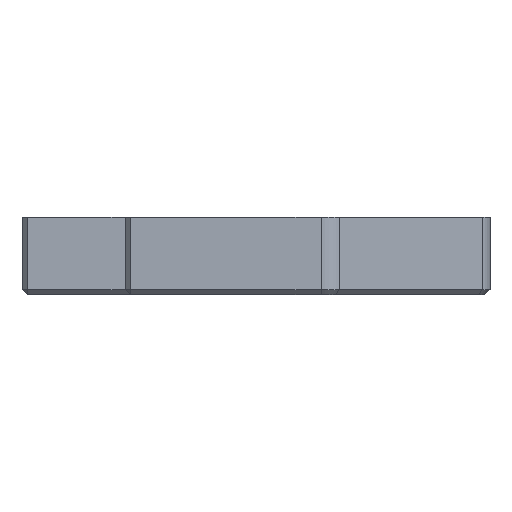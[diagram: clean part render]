
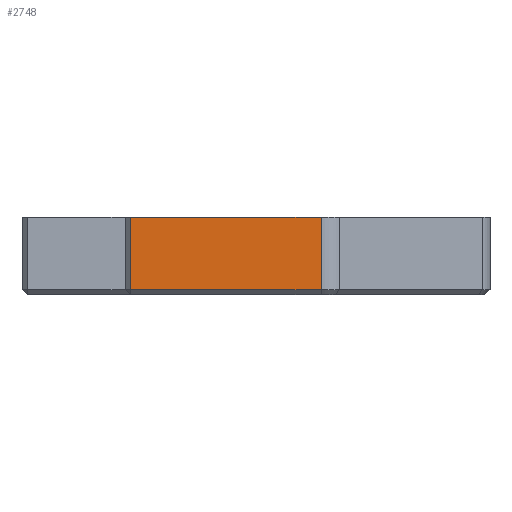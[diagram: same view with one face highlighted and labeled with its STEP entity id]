
A CAD part, left-side view. The second image highlights one B-rep face of the part: STEP entity #2748.
In plain terms, the highlighted planar face has unit normal (-1, 0, 0).
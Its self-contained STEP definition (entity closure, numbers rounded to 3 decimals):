
#754 = VERTEX_POINT('',#755);
#755 = CARTESIAN_POINT('',(-90.,-20.,1.));
#761 = EDGE_CURVE('',#762,#754,#764,.T.);
#762 = VERTEX_POINT('',#763);
#763 = CARTESIAN_POINT('',(-90.,17.,1.));
#764 = LINE('',#765,#766);
#765 = CARTESIAN_POINT('',(-90.,18.,1.));
#766 = VECTOR('',#767,1.);
#767 = DIRECTION('',(0.,-1.,0.));
#2748 = ADVANCED_FACE('',(#2749),#2774,.F.);
#2749 = FACE_BOUND('',#2750,.F.);
#2750 = EDGE_LOOP('',(#2751,#2759,#2760,#2768));
#2751 = ORIENTED_EDGE('',*,*,#2752,.F.);
#2752 = EDGE_CURVE('',#754,#2753,#2755,.T.);
#2753 = VERTEX_POINT('',#2754);
#2754 = CARTESIAN_POINT('',(-90.,-20.,15.));
#2755 = LINE('',#2756,#2757);
#2756 = CARTESIAN_POINT('',(-90.,-20.,0.));
#2757 = VECTOR('',#2758,1.);
#2758 = DIRECTION('',(0.,0.,1.));
#2759 = ORIENTED_EDGE('',*,*,#761,.F.);
#2760 = ORIENTED_EDGE('',*,*,#2761,.T.);
#2761 = EDGE_CURVE('',#762,#2762,#2764,.T.);
#2762 = VERTEX_POINT('',#2763);
#2763 = CARTESIAN_POINT('',(-90.,17.,15.));
#2764 = LINE('',#2765,#2766);
#2765 = CARTESIAN_POINT('',(-90.,17.,0.));
#2766 = VECTOR('',#2767,1.);
#2767 = DIRECTION('',(0.,0.,1.));
#2768 = ORIENTED_EDGE('',*,*,#2769,.T.);
#2769 = EDGE_CURVE('',#2762,#2753,#2770,.T.);
#2770 = LINE('',#2771,#2772);
#2771 = CARTESIAN_POINT('',(-90.,18.,15.));
#2772 = VECTOR('',#2773,1.);
#2773 = DIRECTION('',(0.,-1.,0.));
#2774 = PLANE('',#2775);
#2775 = AXIS2_PLACEMENT_3D('',#2776,#2777,#2778);
#2776 = CARTESIAN_POINT('',(-90.,18.,0.));
#2777 = DIRECTION('',(1.,0.,0.));
#2778 = DIRECTION('',(0.,-1.,0.));
